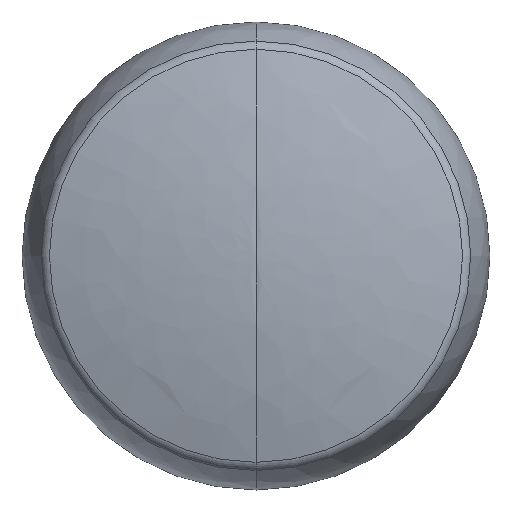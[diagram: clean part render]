
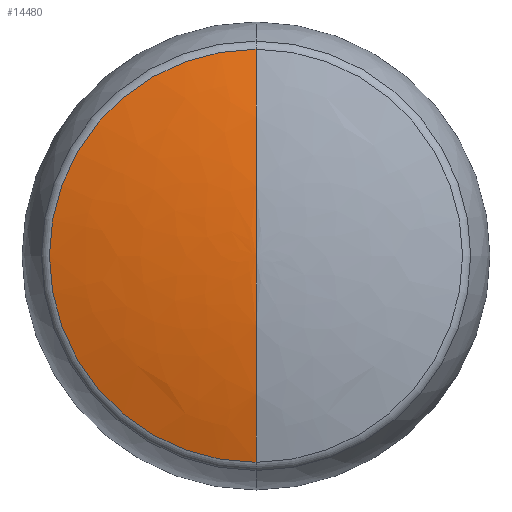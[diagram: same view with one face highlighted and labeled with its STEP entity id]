
A CAD part, top view. The second image highlights one B-rep face of the part: STEP entity #14480.
In plain terms, the highlighted free-form (B-spline) face has degree [3, 3] with [7, 4] control points.
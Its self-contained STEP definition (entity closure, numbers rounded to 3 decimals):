
#3566=CARTESIAN_POINT('',(0.,0.,8.563));
#3567=DIRECTION('',(0.,0.,-1.));
#3568=DIRECTION('',(0.,-1.,0.));
#3569=AXIS2_PLACEMENT_3D('',#3566,#3567,#3568);
#3571=CARTESIAN_POINT('',(0.,0.242,-39.634));
#3572=DIRECTION('',(-1.,0.,0.));
#3573=DIRECTION('',(0.,-0.266,0.964));
#3574=AXIS2_PLACEMENT_3D('',#3571,#3572,#3573);
#3576=CARTESIAN_POINT('',(0.,-0.242,-39.634));
#3577=DIRECTION('',(1.,0.,0.));
#3578=DIRECTION('',(0.,0.266,0.964));
#3579=AXIS2_PLACEMENT_3D('',#3576,#3577,#3578);
#3988=CARTESIAN_POINT('',(0.,-13.065,8.563));
#3990=VERTEX_POINT('',#3988);
#3991=CARTESIAN_POINT('',(0.,0.,10.365));
#3992=VERTEX_POINT('',#3991);
#3994=CARTESIAN_POINT('',(0.,13.065,8.563));
#3996=VERTEX_POINT('',#3994);
#14444=CARTESIAN_POINT('',(0.,0.,10.365));
#14445=CARTESIAN_POINT('',(0.283,-4.502,
10.344));
#14446=CARTESIAN_POINT('',(0.564,-8.96,
9.715));
#14447=CARTESIAN_POINT('',(0.836,-13.294,
8.492));
#14448=CARTESIAN_POINT('',(0.,0.,10.365));
#14449=CARTESIAN_POINT('',(-2.487,-4.676,
10.344));
#14450=CARTESIAN_POINT('',(-4.95,-9.307,
9.715));
#14451=CARTESIAN_POINT('',(-7.344,-13.808,
8.492));
#14452=CARTESIAN_POINT('',(0.,0.,10.365));
#14453=CARTESIAN_POINT('',(-4.511,-2.776,
10.344));
#14454=CARTESIAN_POINT('',(-8.978,-5.525,
9.715));
#14455=CARTESIAN_POINT('',(-13.32,-8.197,
8.492));
#14456=CARTESIAN_POINT('',(0.,0.,10.365));
#14457=CARTESIAN_POINT('',(-4.511,0.,10.344));
#14458=CARTESIAN_POINT('',(-8.978,0.,9.715));
#14459=CARTESIAN_POINT('',(-13.32,0.,8.492));
#14460=CARTESIAN_POINT('',(0.,0.,10.365));
#14461=CARTESIAN_POINT('',(-4.511,2.776,
10.344));
#14462=CARTESIAN_POINT('',(-8.978,5.525,
9.715));
#14463=CARTESIAN_POINT('',(-13.32,8.197,
8.492));
#14464=CARTESIAN_POINT('',(0.,0.,10.365));
#14465=CARTESIAN_POINT('',(-2.487,4.676,
10.344));
#14466=CARTESIAN_POINT('',(-4.95,9.307,
9.715));
#14467=CARTESIAN_POINT('',(-7.344,13.808,
8.492));
#14468=CARTESIAN_POINT('',(0.,0.,10.365));
#14469=CARTESIAN_POINT('',(0.283,4.502,
10.344));
#14470=CARTESIAN_POINT('',(0.564,8.96,
9.715));
#14471=CARTESIAN_POINT('',(0.836,13.294,
8.492));
#14472=(BOUNDED_SURFACE()B_SPLINE_SURFACE(3,3,((#14444,#14445,#14446,#14447),(
#14448,#14449,#14450,#14451),(#14452,#14453,#14454,#14455),(#14456,#14457,
#14458,#14459),(#14460,#14461,#14462,#14463),(#14464,#14465,#14466,#14467),(
#14468,#14469,#14470,#14471)),.UNSPECIFIED.,.F.,.F.,.F.)B_SPLINE_SURFACE_WITH_KNOTS((4,3,4),(4,4),(0.,1.,2.),(0.,1.),.UNSPECIFIED.)GEOMETRIC_REPRESENTATION_ITEM()RATIONAL_B_SPLINE_SURFACE(((1.193,1.185,
1.185,1.193),(0.942,0.936,
0.936,0.942),(0.942,0.936,
0.936,0.942),(1.193,1.185,
1.185,1.193),(0.942,0.936,
0.936,0.942),(0.942,0.936,
0.936,0.942),(1.193,1.185,
1.185,1.193)))REPRESENTATION_ITEM('')SURFACE());
#14474=ORIENTED_EDGE('',*,*,#14473,.F.);
#14475=ORIENTED_EDGE('',*,*,#14439,.T.);
#14477=ORIENTED_EDGE('',*,*,#14476,.T.);
#14478=EDGE_LOOP('',(#14474,#14475,#14477));
#14479=FACE_OUTER_BOUND('',#14478,.F.);
#14480=ADVANCED_FACE('',(#14479),#14472,.T.);
#3570=CIRCLE('',#3569,13.065);
#3575=CIRCLE('',#3574,50.);
#3580=CIRCLE('',#3579,50.);
#14439=EDGE_CURVE('',#3990,#3996,#3570,.T.);
#14473=EDGE_CURVE('',#3990,#3992,#3575,.T.);
#14476=EDGE_CURVE('',#3996,#3992,#3580,.T.);
